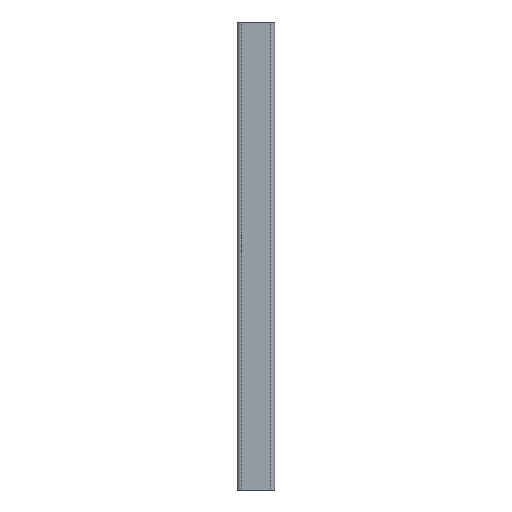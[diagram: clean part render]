
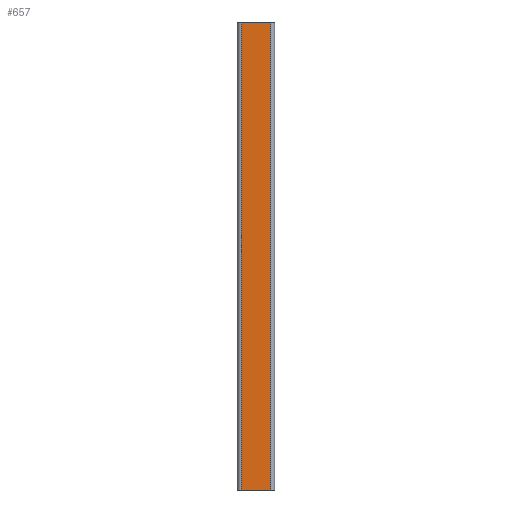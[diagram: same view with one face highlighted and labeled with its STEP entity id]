
A CAD part, front view. The second image highlights one B-rep face of the part: STEP entity #657.
In plain terms, the highlighted planar face has unit normal (0, -1, 0).
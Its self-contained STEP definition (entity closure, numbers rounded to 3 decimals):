
#69 = EDGE_CURVE ( 'NONE', #72, #70, #1344, .T. ) ;
#70 = VERTEX_POINT ( 'NONE', #1298 ) ;
#72 = VERTEX_POINT ( 'NONE', #1181 ) ;
#405 = VERTEX_POINT ( 'NONE', #1819 ) ;
#407 = VERTEX_POINT ( 'NONE', #1807 ) ;
#409 = EDGE_CURVE ( 'NONE', #405, #407, #1800, .T. ) ;
#583 = ORIENTED_EDGE ( 'NONE', *, *, #69, .F. ) ;
#613 = ORIENTED_EDGE ( 'NONE', *, *, #733, .T. ) ;
#614 = EDGE_CURVE ( 'NONE', #70, #407, #2165, .T. ) ;
#615 = ORIENTED_EDGE ( 'NONE', *, *, #409, .T. ) ;
#618 = EDGE_LOOP ( 'NONE', ( #615, #656, #583, #613 ) ) ;
#656 = ORIENTED_EDGE ( 'NONE', *, *, #614, .F. ) ;
#657 = ADVANCED_FACE ( 'NONE', ( #2301 ), #2300, .F. ) ;
#733 = EDGE_CURVE ( 'NONE', #72, #405, #2208, .T. ) ;
#1181 = CARTESIAN_POINT ( 'NONE',  ( -25658.793, -21211.745, 500. ) ) ;
#1298 = CARTESIAN_POINT ( 'NONE',  ( -25626.793, -21211.745, 500. ) ) ;
#1299 = DIRECTION ( 'NONE',  ( 1., 0., 0. ) ) ;
#1300 = VECTOR ( 'NONE', #1299, 1000. ) ;
#1301 = CARTESIAN_POINT ( 'NONE',  ( -25658.793, -21211.745, 500. ) ) ;
#1344 = LINE ( 'NONE', #1301, #1300 ) ;
#1797 = DIRECTION ( 'NONE',  ( 1., 0., 0. ) ) ;
#1798 = VECTOR ( 'NONE', #1797, 1000. ) ;
#1799 = CARTESIAN_POINT ( 'NONE',  ( -25658.793, -21211.745, 0. ) ) ;
#1800 = LINE ( 'NONE', #1799, #1798 ) ;
#1807 = CARTESIAN_POINT ( 'NONE',  ( -25626.793, -21211.745, 0. ) ) ;
#1819 = CARTESIAN_POINT ( 'NONE',  ( -25658.793, -21211.745, 0. ) ) ;
#2165 = LINE ( 'NONE', #2170, #2177 ) ;
#2170 = CARTESIAN_POINT ( 'NONE',  ( -25626.793, -21211.745, 500. ) ) ;
#2176 = DIRECTION ( 'NONE',  ( 0., 0., -1. ) ) ;
#2177 = VECTOR ( 'NONE', #2176, 1000. ) ;
#2201 = DIRECTION ( 'NONE',  ( 0., 0., -1. ) ) ;
#2202 = CARTESIAN_POINT ( 'NONE',  ( -25658.793, -21211.745, 500. ) ) ;
#2208 = LINE ( 'NONE', #2202, #2244 ) ;
#2244 = VECTOR ( 'NONE', #2201, 1000. ) ;
#2294 = CARTESIAN_POINT ( 'NONE',  ( -25658.793, -21211.745, 500. ) ) ;
#2300 = PLANE ( 'NONE',  #2305 ) ;
#2301 = FACE_OUTER_BOUND ( 'NONE', #618, .T. ) ;
#2303 = DIRECTION ( 'NONE',  ( 0., 1., 0. ) ) ;
#2305 = AXIS2_PLACEMENT_3D ( 'NONE', #2294, #2303, #2307 ) ;
#2307 = DIRECTION ( 'NONE',  ( 0., 0., 1. ) ) ;
